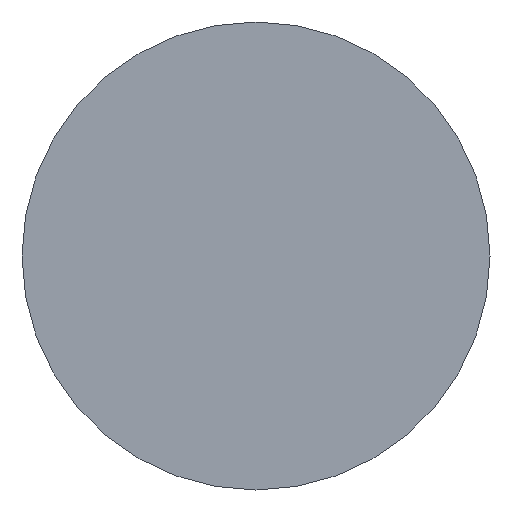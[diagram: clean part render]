
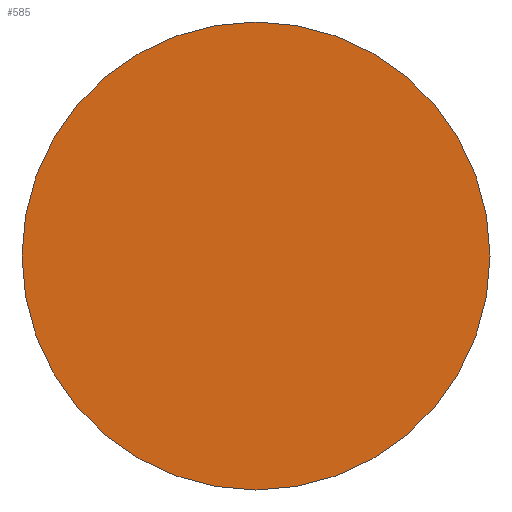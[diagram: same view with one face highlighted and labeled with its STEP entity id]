
A CAD part, front view. The second image highlights one B-rep face of the part: STEP entity #585.
In plain terms, the highlighted planar face has unit normal (0, -1, 0).
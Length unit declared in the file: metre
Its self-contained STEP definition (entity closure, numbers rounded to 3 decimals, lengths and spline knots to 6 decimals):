
#96=FACE_OUTER_BOUND('',#132,.T.);
#132=EDGE_LOOP('',(#528,#529));
#206=CIRCLE('',#702,0.0255);
#207=CIRCLE('',#703,0.0255);
#275=VERTEX_POINT('',#1106);
#276=VERTEX_POINT('',#1107);
#361=EDGE_CURVE('',#275,#276,#206,.T.);
#362=EDGE_CURVE('',#276,#275,#207,.T.);
#528=ORIENTED_EDGE('',*,*,#361,.T.);
#529=ORIENTED_EDGE('',*,*,#362,.T.);
#557=PLANE('',#704);
#585=ADVANCED_FACE('',(#96),#557,.T.);
#702=AXIS2_PLACEMENT_3D('',#1108,#912,#913);
#703=AXIS2_PLACEMENT_3D('',#1109,#914,#915);
#704=AXIS2_PLACEMENT_3D('',#1111,#917,#918);
#912=DIRECTION('center_axis',(0.,-1.,0.));
#913=DIRECTION('ref_axis',(1.,0.,0.));
#914=DIRECTION('center_axis',(0.,-1.,0.));
#915=DIRECTION('ref_axis',(1.,0.,0.));
#917=DIRECTION('center_axis',(0.,-1.,0.));
#918=DIRECTION('ref_axis',(0.,0.,-1.));
#1106=CARTESIAN_POINT('',(0.0255,0.,0.));
#1107=CARTESIAN_POINT('',(-0.0255,0.,0.));
#1108=CARTESIAN_POINT('Origin',(0.,0.,0.));
#1109=CARTESIAN_POINT('Origin',(0.,0.,0.));
#1111=CARTESIAN_POINT('Origin',(0.0045,0.,0.));
